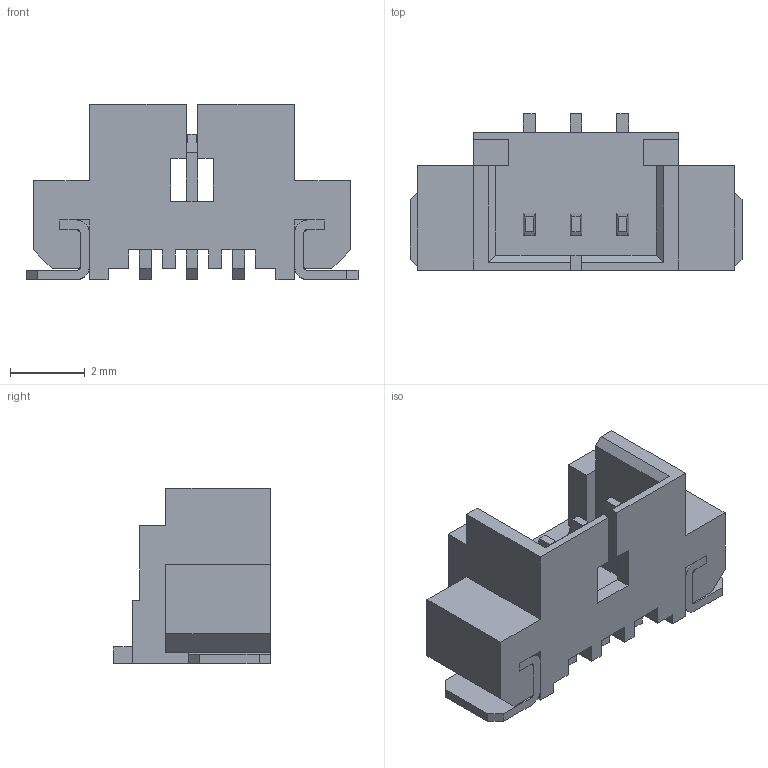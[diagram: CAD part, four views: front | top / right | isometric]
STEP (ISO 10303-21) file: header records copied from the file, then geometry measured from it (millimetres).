
FILE_DESCRIPTION(/* description */ ('model of Molex_PicoBlade_53398-0371_1x03-1MP_P1.25mm_Vertical'),/* implementation_level */ '2;1');
FILE_NAME(/* name */ 'Molex_PicoBlade_53398-0371_1x03-1MP_P1.25mm_Vertical.step',/* time_stamp */ '2018-06-18T10:24:35',/* author */ ('Rene Poeschl',''),/* organization */ (''),/* preprocessor_version */ '',/* originating_system */ '',/* authorisation */ '');
FILE_SCHEMA(('AUTOMOTIVE_DESIGN { 1 0 10303 214 1 1 1 1 }'));
Length unit declared in the file: millimetre
Products named in the file (1): Molex_53398_0371
Bounding box: 8.9 x 4.2 x 4.7 mm (x, y, z)
Volume: 65.4 mm3; surface area: 228.2 mm2
Topology: 1 solids, 1 shells, 148 faces, 408 edges, 268 vertices
Faces by surface type: plane 140, cylinder 8
Entity records: 5665 total; most frequent: CARTESIAN_POINT 825, ORIENTED_EDGE 816, DIRECTION 726, EDGE_CURVE 408, LINE 388, VECTOR 388, VERTEX_POINT 268, AXIS2_PLACEMENT_3D 169
